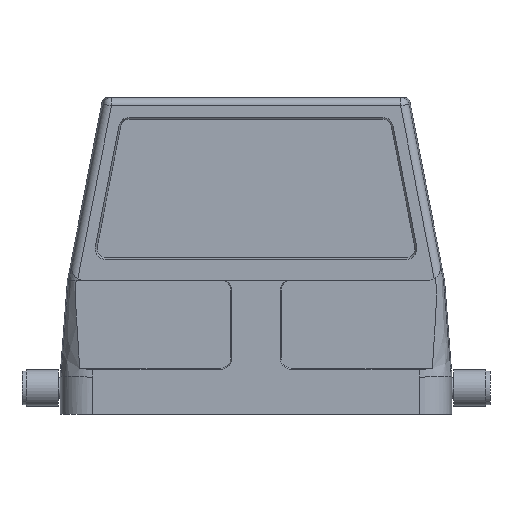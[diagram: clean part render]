
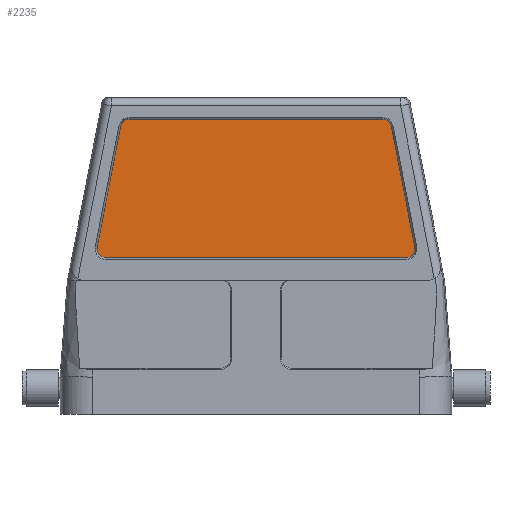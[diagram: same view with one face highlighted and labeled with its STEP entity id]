
A CAD part, front view. The second image highlights one B-rep face of the part: STEP entity #2235.
In plain terms, the highlighted planar face has unit normal (0, -1, 0).
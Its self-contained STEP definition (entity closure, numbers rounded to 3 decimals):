
#1054=CIRCLE('',#5994,2.045);
#1055=CIRCLE('',#5995,2.045);
#1056=CIRCLE('',#5996,2.045);
#1057=CIRCLE('',#5997,2.045);
#1161=PLANE('',#5998);
#1460=LINE('',#8618,#1900);
#1461=LINE('',#8623,#1901);
#1462=LINE('',#8627,#1902);
#1463=LINE('',#8631,#1903);
#1900=VECTOR('',#6634,1.);
#1901=VECTOR('',#6637,1.);
#1902=VECTOR('',#6640,1.);
#1903=VECTOR('',#6643,1.);
#2235=ADVANCED_FACE('',(#2519),#1161,.F.);
#2519=FACE_OUTER_BOUND('',#2782,.T.);
#2782=EDGE_LOOP('',(#3320,#3321,#3322,#3323,#3324,#3325,#3326,#3327));
#3320=ORIENTED_EDGE('',*,*,#5206,.T.);
#3321=ORIENTED_EDGE('',*,*,#5207,.T.);
#3322=ORIENTED_EDGE('',*,*,#5208,.F.);
#3323=ORIENTED_EDGE('',*,*,#5209,.F.);
#3324=ORIENTED_EDGE('',*,*,#5210,.F.);
#3325=ORIENTED_EDGE('',*,*,#5211,.T.);
#3326=ORIENTED_EDGE('',*,*,#5212,.T.);
#3327=ORIENTED_EDGE('',*,*,#5213,.T.);
#4713=VERTEX_POINT('',#8619);
#4714=VERTEX_POINT('',#8620);
#4715=VERTEX_POINT('',#8622);
#4716=VERTEX_POINT('',#8624);
#4717=VERTEX_POINT('',#8626);
#4718=VERTEX_POINT('',#8628);
#4719=VERTEX_POINT('',#8630);
#4720=VERTEX_POINT('',#8632);
#5206=EDGE_CURVE('',#4713,#4714,#1460,.T.);
#5207=EDGE_CURVE('',#4714,#4715,#1054,.T.);
#5208=EDGE_CURVE('',#4716,#4715,#1461,.T.);
#5209=EDGE_CURVE('',#4717,#4716,#1055,.T.);
#5210=EDGE_CURVE('',#4718,#4717,#1462,.T.);
#5211=EDGE_CURVE('',#4718,#4719,#1056,.T.);
#5212=EDGE_CURVE('',#4719,#4720,#1463,.T.);
#5213=EDGE_CURVE('',#4720,#4713,#1057,.T.);
#5994=AXIS2_PLACEMENT_3D('',#8621,#6635,#6636);
#5995=AXIS2_PLACEMENT_3D('',#8625,#6638,#6639);
#5996=AXIS2_PLACEMENT_3D('',#8629,#6641,#6642);
#5997=AXIS2_PLACEMENT_3D('',#8633,#6644,#6645);
#5998=AXIS2_PLACEMENT_3D('',#8634,#6646,#6647);
#6634=DIRECTION('',(-0.191,0.,0.982));
#6635=DIRECTION('',(0.,-1.,0.));
#6636=DIRECTION('',(0.,0.,1.));
#6637=DIRECTION('',(1.,0.,0.));
#6638=DIRECTION('',(0.,1.,0.));
#6639=DIRECTION('',(0.,0.,1.));
#6640=DIRECTION('',(0.191,0.,0.982));
#6641=DIRECTION('',(0.,-1.,0.));
#6642=DIRECTION('',(0.,0.,1.));
#6643=DIRECTION('',(1.,0.,0.));
#6644=DIRECTION('',(0.,-1.,0.));
#6645=DIRECTION('',(0.,0.,1.));
#6646=DIRECTION('',(0.,1.,0.));
#6647=DIRECTION('',(0.,0.,-1.));
#8618=CARTESIAN_POINT('',(37.909,-21.25,30.74));
#8619=CARTESIAN_POINT('',(37.909,-21.25,30.74));
#8620=CARTESIAN_POINT('',(32.301,-21.25,59.59));
#8621=CARTESIAN_POINT('',(30.294,-21.25,59.2));
#8622=CARTESIAN_POINT('',(30.294,-21.25,61.245));
#8623=CARTESIAN_POINT('',(30.294,-21.25,61.245));
#8624=CARTESIAN_POINT('',(-30.294,-21.25,61.245));
#8625=CARTESIAN_POINT('',(-30.294,-21.25,59.2));
#8626=CARTESIAN_POINT('',(-32.301,-21.25,59.59));
#8627=CARTESIAN_POINT('',(-30.095,-21.25,70.939));
#8628=CARTESIAN_POINT('',(-37.909,-21.25,30.74));
#8629=CARTESIAN_POINT('',(-35.902,-21.25,30.35));
#8630=CARTESIAN_POINT('',(-35.902,-21.25,28.305));
#8631=CARTESIAN_POINT('',(38.356,-21.25,28.305));
#8632=CARTESIAN_POINT('',(35.902,-21.25,28.305));
#8633=CARTESIAN_POINT('',(35.902,-21.25,30.35));
#8634=CARTESIAN_POINT('',(30.294,-21.25,59.2));
